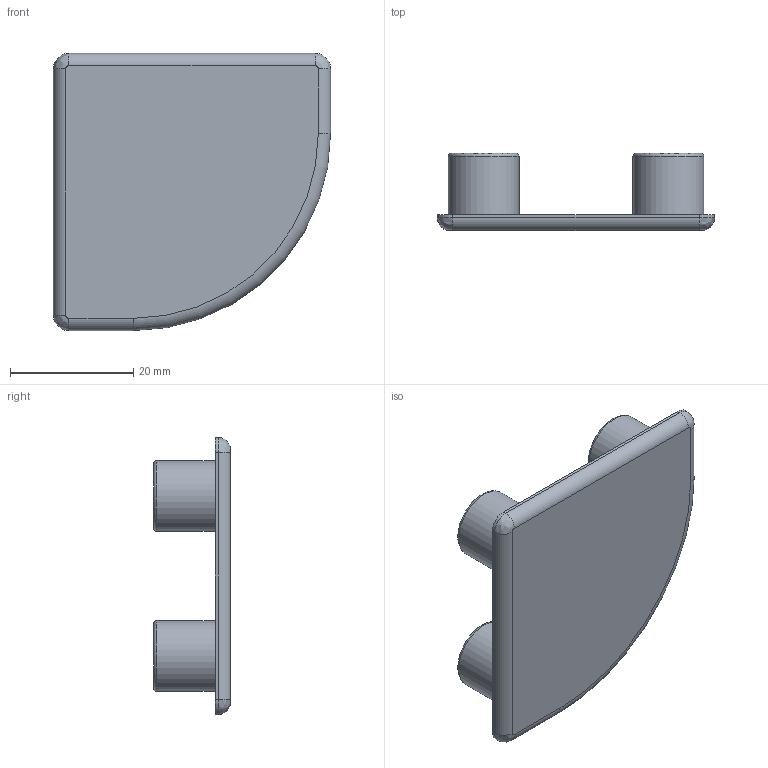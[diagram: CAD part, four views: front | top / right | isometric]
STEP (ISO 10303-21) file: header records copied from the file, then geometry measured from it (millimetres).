
FILE_DESCRIPTION(/* description */ ('STEP AP203'),/* implementation_level */ '2;1');
FILE_NAME(/* name */ 'CC45-45BR.STEP',/* time_stamp */ '2022-07-11T11:21:43+02:00',/* author */ ('Alusic'),/* organization */ ('Alusic'),/* preprocessor_version */ 'ST-DEVELOPER v18.1',/* originating_system */ 'Autodesk Inventor 2021',/* authorisation */ '');
FILE_SCHEMA (('AUTOMOTIVE_DESIGN { 1 0 10303 214 3 1 1 }'));
Length unit declared in the file: millimetre
Products named in the file (1): CC45-45BR
Bounding box: 45 x 12.5 x 45 mm (x, y, z)
Volume: 5349.4 mm3; surface area: 5823.9 mm2
Topology: 1 solids, 1 shells, 33 faces, 67 edges, 42 vertices
Faces by surface type: cylinder 14, plane 12, torus 4, bspline 3
Full cylindrical faces by diameter (mm): 9.5 x3, 11.5 x3
Entity records: 931 total; most frequent: DIRECTION 170, CARTESIAN_POINT 167, ORIENTED_EDGE 134, AXIS2_PLACEMENT_3D 72, EDGE_CURVE 67, VERTEX_POINT 42, CIRCLE 41, EDGE_LOOP 39
